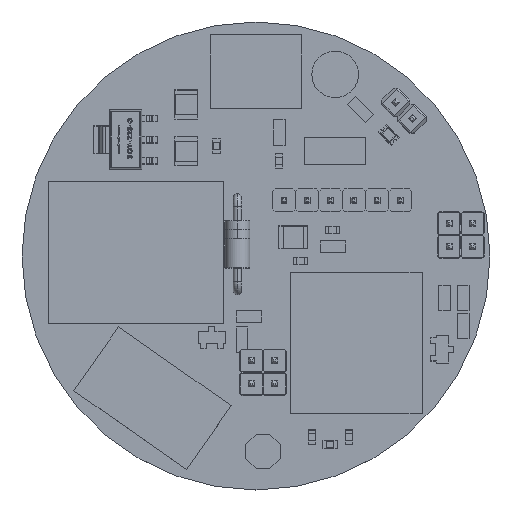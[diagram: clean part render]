
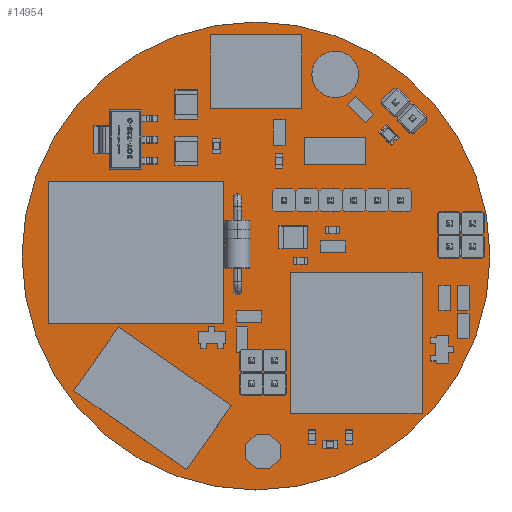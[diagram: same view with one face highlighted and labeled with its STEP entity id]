
A CAD part, top view. The second image highlights one B-rep face of the part: STEP entity #14954.
In plain terms, the highlighted planar face has unit normal (0, 0, 1).
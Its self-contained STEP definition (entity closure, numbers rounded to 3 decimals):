
#12448=FACE_OUTER_BOUND($,#13358,.F.);
#13358=EDGE_LOOP($,(#17647,#17648));
#14331=PLANE($,#16259);
#14954=ADVANCED_FACE($,(#12448),#14331,.T.);
#15864=CIRCLE($,#16257,25.527);
#15865=CIRCLE($,#16258,25.527);
#16257=AXIS2_PLACEMENT_3D($,#30271,#25986,$);
#16258=AXIS2_PLACEMENT_3D($,#30272,#25986,$);
#16259=AXIS2_PLACEMENT_3D($,#30269,#25986,$);
#17647=ORIENTED_EDGE($,*,*,#22069,.T.);
#17648=ORIENTED_EDGE($,*,*,#22070,.T.);
#22069=EDGE_CURVE($,#24295,#24296,#15864,.F.);
#22070=EDGE_CURVE($,#24296,#24295,#15865,.F.);
#24295=VERTEX_POINT($,#30268);
#24296=VERTEX_POINT($,#30269);
#25986=DIRECTION($,(0.,0.,1.));
#30268=CARTESIAN_POINT('',(25.527,0.,0.));
#30269=CARTESIAN_POINT('',(-25.527,0.,0.));
#30271=CARTESIAN_POINT('',(0.,0.,0.));
#30272=CARTESIAN_POINT('',(0.,0.,0.));
